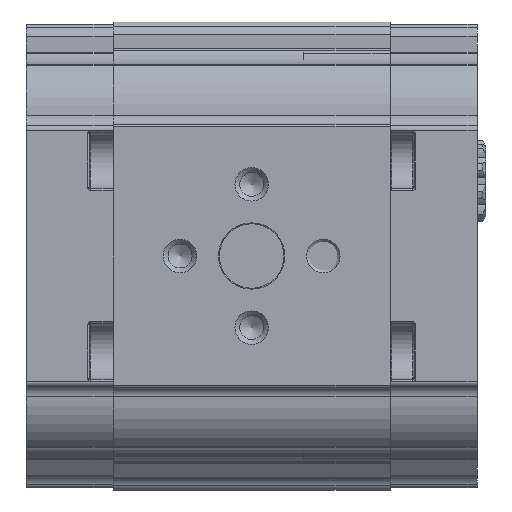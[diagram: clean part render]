
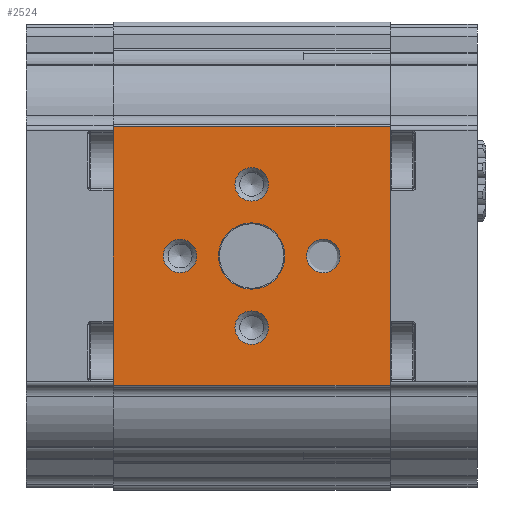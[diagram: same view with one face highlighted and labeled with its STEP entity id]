
A CAD part, left-side view. The second image highlights one B-rep face of the part: STEP entity #2524.
In plain terms, the highlighted planar face has unit normal (-1, 0, 0).
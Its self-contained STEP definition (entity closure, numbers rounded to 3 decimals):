
#2524 = ADVANCED_FACE( '', ( #5577, #5578, #5579, #5580, #5581, #5582 ), #5583, .T. );
#5577 = FACE_BOUND( '', #9797, .T. );
#5578 = FACE_BOUND( '', #9798, .T. );
#5579 = FACE_BOUND( '', #9799, .T. );
#5580 = FACE_BOUND( '', #9800, .T. );
#5581 = FACE_BOUND( '', #9801, .T. );
#5582 = FACE_OUTER_BOUND( '', #9802, .T. );
#5583 = PLANE( '', #9803 );
#9797 = EDGE_LOOP( '', ( #17840 ) );
#9798 = EDGE_LOOP( '', ( #17841 ) );
#9799 = EDGE_LOOP( '', ( #17842 ) );
#9800 = EDGE_LOOP( '', ( #17843 ) );
#9801 = EDGE_LOOP( '', ( #17844 ) );
#9802 = EDGE_LOOP( '', ( #17845, #17846, #17847, #17848 ) );
#9803 = AXIS2_PLACEMENT_3D( '', #17849, #17850, #17851 );
#17840 = ORIENTED_EDGE( '', *, *, #24916, .T. );
#17841 = ORIENTED_EDGE( '', *, *, #23044, .T. );
#17842 = ORIENTED_EDGE( '', *, *, #25007, .T. );
#17843 = ORIENTED_EDGE( '', *, *, #21952, .T. );
#17844 = ORIENTED_EDGE( '', *, *, #23744, .T. );
#17845 = ORIENTED_EDGE( '', *, *, #23379, .F. );
#17846 = ORIENTED_EDGE( '', *, *, #25008, .F. );
#17847 = ORIENTED_EDGE( '', *, *, #25009, .T. );
#17848 = ORIENTED_EDGE( '', *, *, #23527, .T. );
#17849 = CARTESIAN_POINT( '', ( -43., 58., 27.048 ) );
#17850 = DIRECTION( '', ( -1., 0., 0. ) );
#17851 = DIRECTION( '', ( 0., 0., 1. ) );
#21952 = EDGE_CURVE( '', #25937, #25937, #25938, .F. );
#23044 = EDGE_CURVE( '', #27825, #27825, #27826, .F. );
#23379 = EDGE_CURVE( '', #28357, #28359, #28360, .T. );
#23527 = EDGE_CURVE( '', #28603, #28359, #28604, .T. );
#23744 = EDGE_CURVE( '', #28926, #28926, #28927, .F. );
#24916 = EDGE_CURVE( '', #30556, #30556, #30557, .F. );
#25007 = EDGE_CURVE( '', #30665, #30665, #30666, .F. );
#25008 = EDGE_CURVE( '', #30667, #28357, #30668, .T. );
#25009 = EDGE_CURVE( '', #30667, #28603, #30669, .T. );
#25937 = VERTEX_POINT( '', #31715 );
#25938 = CIRCLE( '', #31716, 3.5 );
#27825 = VERTEX_POINT( '', #35112 );
#27826 = CIRCLE( '', #35113, 3.5 );
#28357 = VERTEX_POINT( '', #36453 );
#28359 = VERTEX_POINT( '', #36455 );
#28360 = LINE( '', #36456, #36457 );
#28603 = VERTEX_POINT( '', #36900 );
#28604 = LINE( '', #36901, #36902 );
#28926 = VERTEX_POINT( '', #37486 );
#28927 = CIRCLE( '', #37487, 6.95 );
#30556 = VERTEX_POINT( '', #40455 );
#30557 = CIRCLE( '', #40456, 3.5 );
#30665 = VERTEX_POINT( '', #40745 );
#30666 = CIRCLE( '', #40746, 3.5 );
#30667 = VERTEX_POINT( '', #40747 );
#30668 = LINE( '', #40748, #40749 );
#30669 = LINE( '', #40750, #40751 );
#31715 = CARTESIAN_POINT( '', ( -43., 29., 18.5 ) );
#31716 = AXIS2_PLACEMENT_3D( '', #42443, #42444, #42445 );
#35112 = CARTESIAN_POINT( '', ( -43., 44., 3.5 ) );
#35113 = AXIS2_PLACEMENT_3D( '', #43841, #43842, #43843 );
#36453 = CARTESIAN_POINT( '', ( -43., 0., 27.048 ) );
#36455 = CARTESIAN_POINT( '', ( -43., 0., -27.048 ) );
#36456 = CARTESIAN_POINT( '', ( -43., 0., 27.048 ) );
#36457 = VECTOR( '', #44202, 1000. );
#36900 = CARTESIAN_POINT( '', ( -43., 58., -27.048 ) );
#36901 = CARTESIAN_POINT( '', ( -43., 58., -27.048 ) );
#36902 = VECTOR( '', #44478, 1000. );
#37486 = CARTESIAN_POINT( '', ( -43., 29., 6.95 ) );
#37487 = AXIS2_PLACEMENT_3D( '', #44723, #44724, #44725 );
#40455 = CARTESIAN_POINT( '', ( -43., 14., 3.5 ) );
#40456 = AXIS2_PLACEMENT_3D( '', #45981, #45982, #45983 );
#40745 = CARTESIAN_POINT( '', ( -43., 29., -11.5 ) );
#40746 = AXIS2_PLACEMENT_3D( '', #46056, #46057, #46058 );
#40747 = CARTESIAN_POINT( '', ( -43., 58., 27.048 ) );
#40748 = CARTESIAN_POINT( '', ( -43., 58., 27.048 ) );
#40749 = VECTOR( '', #46059, 1000. );
#40750 = CARTESIAN_POINT( '', ( -43., 58., 27.048 ) );
#40751 = VECTOR( '', #46060, 1000. );
#42443 = CARTESIAN_POINT( '', ( -43., 29., 15. ) );
#42444 = DIRECTION( '', ( -1., 0., 0. ) );
#42445 = DIRECTION( '', ( 0., 0., 1. ) );
#43841 = CARTESIAN_POINT( '', ( -43., 44., 0. ) );
#43842 = DIRECTION( '', ( -1., 0., 0. ) );
#43843 = DIRECTION( '', ( 0., 0., 1. ) );
#44202 = DIRECTION( '', ( 0., 0., -1. ) );
#44478 = DIRECTION( '', ( 0., -1., 0. ) );
#44723 = CARTESIAN_POINT( '', ( -43., 29., 0. ) );
#44724 = DIRECTION( '', ( -1., 0., 0. ) );
#44725 = DIRECTION( '', ( 0., 0., 1. ) );
#45981 = CARTESIAN_POINT( '', ( -43., 14., 0. ) );
#45982 = DIRECTION( '', ( -1., 0., 0. ) );
#45983 = DIRECTION( '', ( 0., 0., 1. ) );
#46056 = CARTESIAN_POINT( '', ( -43., 29., -15. ) );
#46057 = DIRECTION( '', ( -1., 0., 0. ) );
#46058 = DIRECTION( '', ( 0., 0., 1. ) );
#46059 = DIRECTION( '', ( 0., -1., 0. ) );
#46060 = DIRECTION( '', ( 0., 0., -1. ) );
